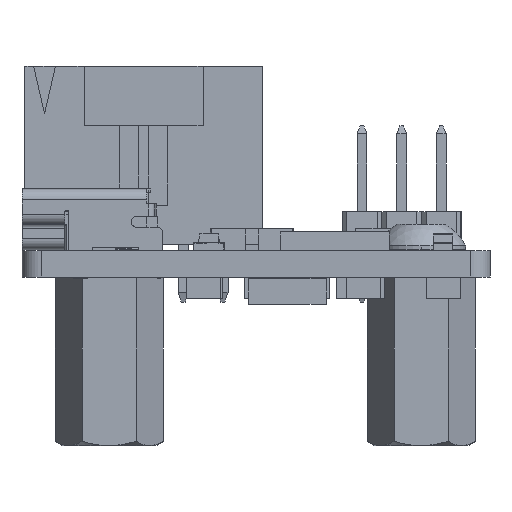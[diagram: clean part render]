
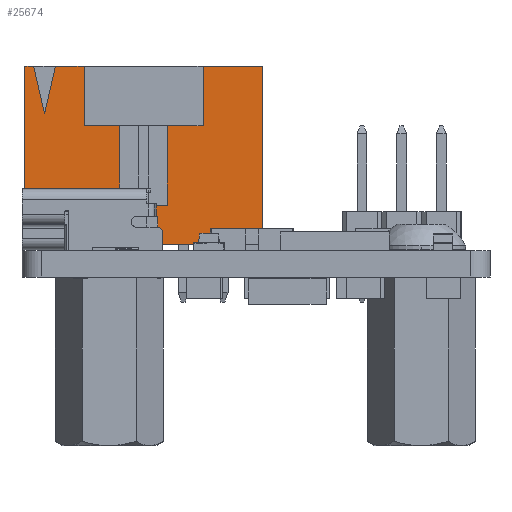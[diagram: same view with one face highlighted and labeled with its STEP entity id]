
A CAD part, left-side view. The second image highlights one B-rep face of the part: STEP entity #25674.
In plain terms, the highlighted face is planar.
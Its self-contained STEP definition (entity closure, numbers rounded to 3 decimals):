
#25638 = EDGE_CURVE('',#25639,#25641,#25643,.T.);
#25639 = VERTEX_POINT('',#25640);
#25640 = CARTESIAN_POINT('',(-7.62,2.54,3.81));
#25641 = VERTEX_POINT('',#25642);
#25642 = CARTESIAN_POINT('',(-7.62,2.54,-7.62));
#25643 = LINE('',#25644,#25645);
#25644 = CARTESIAN_POINT('',(-7.62,2.54,3.81));
#25645 = VECTOR('',#25646,1.);
#25646 = DIRECTION('',(0.,0.,-1.));
#25674 = ADVANCED_FACE('',(#25675),#25868,.T.);
#25675 = FACE_BOUND('',#25676,.F.);
#25676 = EDGE_LOOP('',(#25677,#25687,#25695,#25703,#25711,#25719,#25727,
    #25735,#25743,#25751,#25759,#25767,#25775,#25781,#25782,#25790,
    #25798,#25806,#25814,#25822,#25830,#25838,#25846,#25854,#25862));
#25677 = ORIENTED_EDGE('',*,*,#25678,.T.);
#25678 = EDGE_CURVE('',#25679,#25681,#25683,.T.);
#25679 = VERTEX_POINT('',#25680);
#25680 = CARTESIAN_POINT('',(7.049,2.54,3.81));
#25681 = VERTEX_POINT('',#25682);
#25682 = CARTESIAN_POINT('',(6.35,2.54,0.762));
#25683 = LINE('',#25684,#25685);
#25684 = CARTESIAN_POINT('',(7.049,2.54,3.81));
#25685 = VECTOR('',#25686,1.);
#25686 = DIRECTION('',(-0.223,0.,-0.975));
#25687 = ORIENTED_EDGE('',*,*,#25688,.T.);
#25688 = EDGE_CURVE('',#25681,#25689,#25691,.T.);
#25689 = VERTEX_POINT('',#25690);
#25690 = CARTESIAN_POINT('',(5.652,2.54,3.81));
#25691 = LINE('',#25692,#25693);
#25692 = CARTESIAN_POINT('',(6.35,2.54,0.762));
#25693 = VECTOR('',#25694,1.);
#25694 = DIRECTION('',(-0.223,0.,0.975));
#25695 = ORIENTED_EDGE('',*,*,#25696,.T.);
#25696 = EDGE_CURVE('',#25689,#25697,#25699,.T.);
#25697 = VERTEX_POINT('',#25698);
#25698 = CARTESIAN_POINT('',(3.81,2.54,3.81));
#25699 = LINE('',#25700,#25701);
#25700 = CARTESIAN_POINT('',(5.652,2.54,3.81));
#25701 = VECTOR('',#25702,1.);
#25702 = DIRECTION('',(-1.,0.,0.));
#25703 = ORIENTED_EDGE('',*,*,#25704,.T.);
#25704 = EDGE_CURVE('',#25697,#25705,#25707,.T.);
#25705 = VERTEX_POINT('',#25706);
#25706 = CARTESIAN_POINT('',(3.81,2.54,0.));
#25707 = LINE('',#25708,#25709);
#25708 = CARTESIAN_POINT('',(3.81,2.54,3.81));
#25709 = VECTOR('',#25710,1.);
#25710 = DIRECTION('',(0.,0.,-1.));
#25711 = ORIENTED_EDGE('',*,*,#25712,.F.);
#25712 = EDGE_CURVE('',#25713,#25705,#25715,.T.);
#25713 = VERTEX_POINT('',#25714);
#25714 = CARTESIAN_POINT('',(2.794,2.54,0.));
#25715 = LINE('',#25716,#25717);
#25716 = CARTESIAN_POINT('',(2.794,2.54,0.));
#25717 = VECTOR('',#25718,1.);
#25718 = DIRECTION('',(1.,0.,0.));
#25719 = ORIENTED_EDGE('',*,*,#25720,.F.);
#25720 = EDGE_CURVE('',#25721,#25713,#25723,.T.);
#25721 = VERTEX_POINT('',#25722);
#25722 = CARTESIAN_POINT('',(1.524,2.54,0.));
#25723 = LINE('',#25724,#25725);
#25724 = CARTESIAN_POINT('',(1.524,2.54,0.));
#25725 = VECTOR('',#25726,1.);
#25726 = DIRECTION('',(1.,0.,0.));
#25727 = ORIENTED_EDGE('',*,*,#25728,.T.);
#25728 = EDGE_CURVE('',#25721,#25729,#25731,.T.);
#25729 = VERTEX_POINT('',#25730);
#25730 = CARTESIAN_POINT('',(1.524,2.54,-5.08));
#25731 = LINE('',#25732,#25733);
#25732 = CARTESIAN_POINT('',(1.524,2.54,0.));
#25733 = VECTOR('',#25734,1.);
#25734 = DIRECTION('',(0.,0.,-1.));
#25735 = ORIENTED_EDGE('',*,*,#25736,.F.);
#25736 = EDGE_CURVE('',#25737,#25729,#25739,.T.);
#25737 = VERTEX_POINT('',#25738);
#25738 = CARTESIAN_POINT('',(-1.524,2.54,-5.08));
#25739 = LINE('',#25740,#25741);
#25740 = CARTESIAN_POINT('',(-1.524,2.54,-5.08));
#25741 = VECTOR('',#25742,1.);
#25742 = DIRECTION('',(1.,0.,0.));
#25743 = ORIENTED_EDGE('',*,*,#25744,.F.);
#25744 = EDGE_CURVE('',#25745,#25737,#25747,.T.);
#25745 = VERTEX_POINT('',#25746);
#25746 = CARTESIAN_POINT('',(-1.524,2.54,0.));
#25747 = LINE('',#25748,#25749);
#25748 = CARTESIAN_POINT('',(-1.524,2.54,0.));
#25749 = VECTOR('',#25750,1.);
#25750 = DIRECTION('',(0.,0.,-1.));
#25751 = ORIENTED_EDGE('',*,*,#25752,.F.);
#25752 = EDGE_CURVE('',#25753,#25745,#25755,.T.);
#25753 = VERTEX_POINT('',#25754);
#25754 = CARTESIAN_POINT('',(-2.794,2.54,0.));
#25755 = LINE('',#25756,#25757);
#25756 = CARTESIAN_POINT('',(-2.794,2.54,0.));
#25757 = VECTOR('',#25758,1.);
#25758 = DIRECTION('',(1.,0.,0.));
#25759 = ORIENTED_EDGE('',*,*,#25760,.F.);
#25760 = EDGE_CURVE('',#25761,#25753,#25763,.T.);
#25761 = VERTEX_POINT('',#25762);
#25762 = CARTESIAN_POINT('',(-3.81,2.54,0.));
#25763 = LINE('',#25764,#25765);
#25764 = CARTESIAN_POINT('',(-3.81,2.54,0.));
#25765 = VECTOR('',#25766,1.);
#25766 = DIRECTION('',(1.,0.,0.));
#25767 = ORIENTED_EDGE('',*,*,#25768,.F.);
#25768 = EDGE_CURVE('',#25769,#25761,#25771,.T.);
#25769 = VERTEX_POINT('',#25770);
#25770 = CARTESIAN_POINT('',(-3.81,2.54,3.81));
#25771 = LINE('',#25772,#25773);
#25772 = CARTESIAN_POINT('',(-3.81,2.54,3.81));
#25773 = VECTOR('',#25774,1.);
#25774 = DIRECTION('',(0.,0.,-1.));
#25775 = ORIENTED_EDGE('',*,*,#25776,.F.);
#25776 = EDGE_CURVE('',#25639,#25769,#25777,.T.);
#25777 = LINE('',#25778,#25779);
#25778 = CARTESIAN_POINT('',(-7.62,2.54,3.81));
#25779 = VECTOR('',#25780,1.);
#25780 = DIRECTION('',(1.,0.,0.));
#25781 = ORIENTED_EDGE('',*,*,#25638,.T.);
#25782 = ORIENTED_EDGE('',*,*,#25783,.T.);
#25783 = EDGE_CURVE('',#25641,#25784,#25786,.T.);
#25784 = VERTEX_POINT('',#25785);
#25785 = CARTESIAN_POINT('',(-6.795,2.54,-7.62));
#25786 = LINE('',#25787,#25788);
#25787 = CARTESIAN_POINT('',(-7.62,2.54,-7.62));
#25788 = VECTOR('',#25789,1.);
#25789 = DIRECTION('',(1.,0.,0.));
#25790 = ORIENTED_EDGE('',*,*,#25791,.F.);
#25791 = EDGE_CURVE('',#25792,#25784,#25794,.T.);
#25792 = VERTEX_POINT('',#25793);
#25793 = CARTESIAN_POINT('',(-6.414,2.54,-8.001));
#25794 = LINE('',#25795,#25796);
#25795 = CARTESIAN_POINT('',(-6.414,2.54,-8.001));
#25796 = VECTOR('',#25797,1.);
#25797 = DIRECTION('',(-0.707,0.,0.707));
#25798 = ORIENTED_EDGE('',*,*,#25799,.F.);
#25799 = EDGE_CURVE('',#25800,#25792,#25802,.T.);
#25800 = VERTEX_POINT('',#25801);
#25801 = CARTESIAN_POINT('',(-6.287,2.54,-8.001));
#25802 = LINE('',#25803,#25804);
#25803 = CARTESIAN_POINT('',(-6.287,2.54,-8.001));
#25804 = VECTOR('',#25805,1.);
#25805 = DIRECTION('',(-1.,0.,0.));
#25806 = ORIENTED_EDGE('',*,*,#25807,.F.);
#25807 = EDGE_CURVE('',#25808,#25800,#25810,.T.);
#25808 = VERTEX_POINT('',#25809);
#25809 = CARTESIAN_POINT('',(-5.906,2.54,-7.62));
#25810 = LINE('',#25811,#25812);
#25811 = CARTESIAN_POINT('',(-5.906,2.54,-7.62));
#25812 = VECTOR('',#25813,1.);
#25813 = DIRECTION('',(-0.707,0.,-0.707));
#25814 = ORIENTED_EDGE('',*,*,#25815,.T.);
#25815 = EDGE_CURVE('',#25808,#25816,#25818,.T.);
#25816 = VERTEX_POINT('',#25817);
#25817 = CARTESIAN_POINT('',(5.906,2.54,-7.62));
#25818 = LINE('',#25819,#25820);
#25819 = CARTESIAN_POINT('',(-5.906,2.54,-7.62));
#25820 = VECTOR('',#25821,1.);
#25821 = DIRECTION('',(1.,0.,0.));
#25822 = ORIENTED_EDGE('',*,*,#25823,.F.);
#25823 = EDGE_CURVE('',#25824,#25816,#25826,.T.);
#25824 = VERTEX_POINT('',#25825);
#25825 = CARTESIAN_POINT('',(6.287,2.54,-8.001));
#25826 = LINE('',#25827,#25828);
#25827 = CARTESIAN_POINT('',(6.287,2.54,-8.001));
#25828 = VECTOR('',#25829,1.);
#25829 = DIRECTION('',(-0.707,0.,0.707));
#25830 = ORIENTED_EDGE('',*,*,#25831,.F.);
#25831 = EDGE_CURVE('',#25832,#25824,#25834,.T.);
#25832 = VERTEX_POINT('',#25833);
#25833 = CARTESIAN_POINT('',(6.414,2.54,-8.001));
#25834 = LINE('',#25835,#25836);
#25835 = CARTESIAN_POINT('',(6.414,2.54,-8.001));
#25836 = VECTOR('',#25837,1.);
#25837 = DIRECTION('',(-1.,0.,0.));
#25838 = ORIENTED_EDGE('',*,*,#25839,.F.);
#25839 = EDGE_CURVE('',#25840,#25832,#25842,.T.);
#25840 = VERTEX_POINT('',#25841);
#25841 = CARTESIAN_POINT('',(6.795,2.54,-7.62));
#25842 = LINE('',#25843,#25844);
#25843 = CARTESIAN_POINT('',(6.795,2.54,-7.62));
#25844 = VECTOR('',#25845,1.);
#25845 = DIRECTION('',(-0.707,0.,-0.707));
#25846 = ORIENTED_EDGE('',*,*,#25847,.T.);
#25847 = EDGE_CURVE('',#25840,#25848,#25850,.T.);
#25848 = VERTEX_POINT('',#25849);
#25849 = CARTESIAN_POINT('',(7.62,2.54,-7.62));
#25850 = LINE('',#25851,#25852);
#25851 = CARTESIAN_POINT('',(6.795,2.54,-7.62));
#25852 = VECTOR('',#25853,1.);
#25853 = DIRECTION('',(1.,0.,0.));
#25854 = ORIENTED_EDGE('',*,*,#25855,.T.);
#25855 = EDGE_CURVE('',#25848,#25856,#25858,.T.);
#25856 = VERTEX_POINT('',#25857);
#25857 = CARTESIAN_POINT('',(7.62,2.54,3.81));
#25858 = LINE('',#25859,#25860);
#25859 = CARTESIAN_POINT('',(7.62,2.54,-7.62));
#25860 = VECTOR('',#25861,1.);
#25861 = DIRECTION('',(0.,0.,1.));
#25862 = ORIENTED_EDGE('',*,*,#25863,.T.);
#25863 = EDGE_CURVE('',#25856,#25679,#25864,.T.);
#25864 = LINE('',#25865,#25866);
#25865 = CARTESIAN_POINT('',(7.62,2.54,3.81));
#25866 = VECTOR('',#25867,1.);
#25867 = DIRECTION('',(-1.,0.,0.));
#25868 = PLANE('',#25869);
#25869 = AXIS2_PLACEMENT_3D('',#25870,#25871,#25872);
#25870 = CARTESIAN_POINT('',(-7.62,2.54,-7.62));
#25871 = DIRECTION('',(0.,1.,0.));
#25872 = DIRECTION('',(0.,0.,1.));
